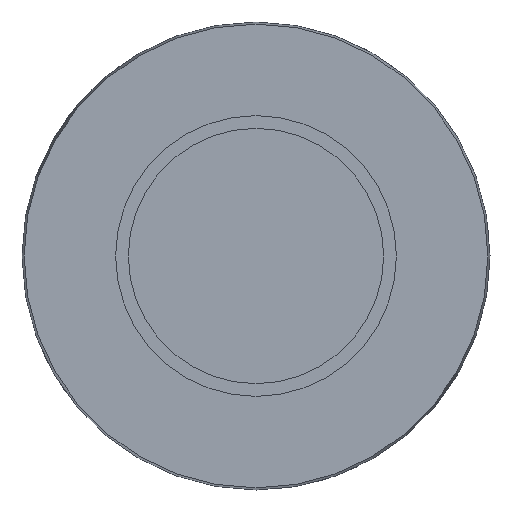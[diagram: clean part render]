
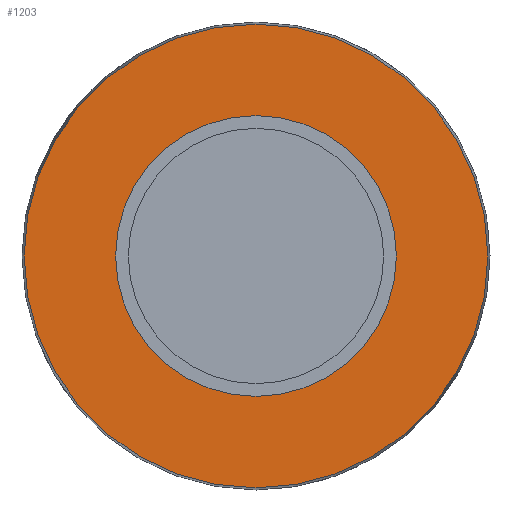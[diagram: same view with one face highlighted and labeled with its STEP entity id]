
A CAD part, front view. The second image highlights one B-rep face of the part: STEP entity #1203.
In plain terms, the highlighted planar face has unit normal (0, -1, 0).
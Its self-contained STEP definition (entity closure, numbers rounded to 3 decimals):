
#858=CARTESIAN_POINT('',(-10.9,-16.,0.0));
#859=VERTEX_POINT('',#858);
#860=CARTESIAN_POINT('',(0.0,-16.,0.0));
#861=DIRECTION('',(0.0,1.0,0.0));
#862=DIRECTION('',(-1.0,0.0,0.0));
#863=AXIS2_PLACEMENT_3D('',#860,#861,#862);
#864=CIRCLE('',#863,10.9);
#865=EDGE_CURVE('',#859,#859,#864,.T.);
#1177=CARTESIAN_POINT('',(-6.6,-16.,0.0));
#1178=VERTEX_POINT('',#1177);
#1179=CARTESIAN_POINT('',(0.0,-16.,0.0));
#1180=DIRECTION('',(0.0,1.0,0.0));
#1181=DIRECTION('',(-1.0,0.0,0.0));
#1182=AXIS2_PLACEMENT_3D('',#1179,#1180,#1181);
#1183=CIRCLE('',#1182,6.6);
#1184=EDGE_CURVE('',#1178,#1178,#1183,.T.);
#1192=CARTESIAN_POINT('',(-8.75,-16.,0.0));
#1193=DIRECTION('',(0.0,-1.0,0.0));
#1194=DIRECTION('',(0.0,0.0,-1.0));
#1195=AXIS2_PLACEMENT_3D('',#1192,#1193,#1194);
#1196=PLANE('',#1195);
#1197=ORIENTED_EDGE('',*,*,#865,.F.);
#1198=EDGE_LOOP('',(#1197));
#1199=FACE_OUTER_BOUND('',#1198,.T.);
#1200=ORIENTED_EDGE('',*,*,#1184,.T.);
#1201=EDGE_LOOP('',(#1200));
#1202=FACE_BOUND('',#1201,.T.);
#1203=ADVANCED_FACE('',(#1199,#1202),#1196,.T.);
